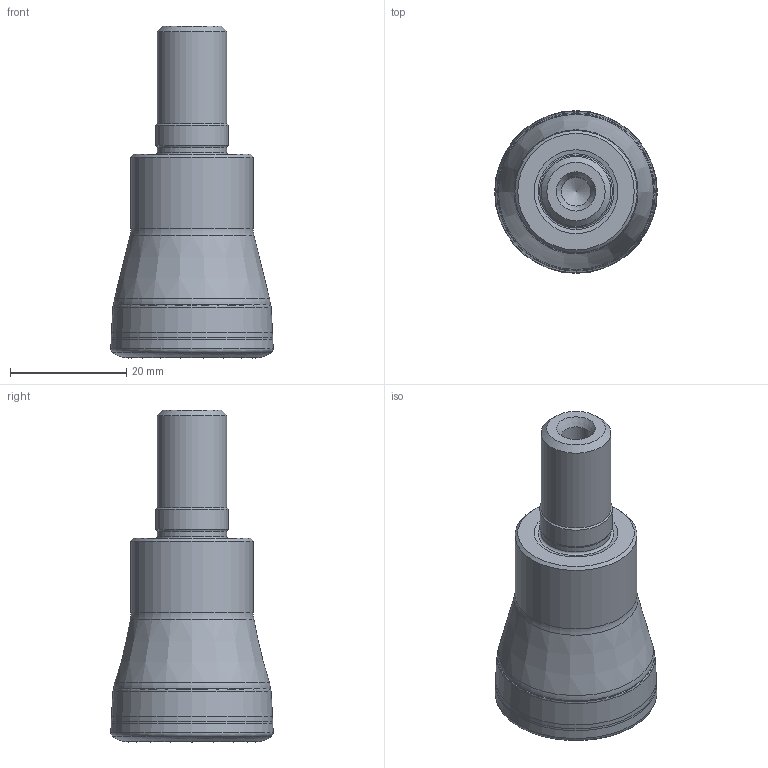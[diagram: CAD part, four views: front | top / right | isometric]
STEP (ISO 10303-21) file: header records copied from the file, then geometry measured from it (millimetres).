
FILE_DESCRIPTION(/* description */ (''),/* implementation_level */ '2;1');
FILE_NAME(/* name */ '202792084ndi000_00.stp',/* time_stamp */ '2020-01-15T07:34:30+01:00',/* author */ (''),/* organization */ (''),/* preprocessor_version */ 'ST-DEVELOPER v16.7',/* originating_system */ 'SIEMENS PLM Software NX 12.0',/* authorisation */ '');
FILE_SCHEMA (('AUTOMOTIVE_DESIGN { 1 0 10303 214 3 1 1 1 }'));
Length unit declared in the file: millimetre
Products named in the file (1): mp542264712B4xus
Bounding box: 27.91 x 27.91 x 57 mm (x, y, z)
Volume: 19930.3 mm3; surface area: 6698.6 mm2
Topology: 2 solids, 2 shells, 59 faces, 121 edges, 65 vertices
Faces by surface type: revolution 34, cone 9, torus 7, cylinder 6, plane 3
Full cylindrical faces by diameter (mm): 5 x1, 12 x2, 12.5 x1, 21 x1, 26.889 x1
Entity records: 1451 total; most frequent: CARTESIAN_POINT 407, DIRECTION 202, FACE_BOUND 116, EDGE_LOOP 116, ORIENTED_EDGE 116, AXIS2_PLACEMENT_3D 84, ADVANCED_FACE 59, VERTEX_POINT 59
